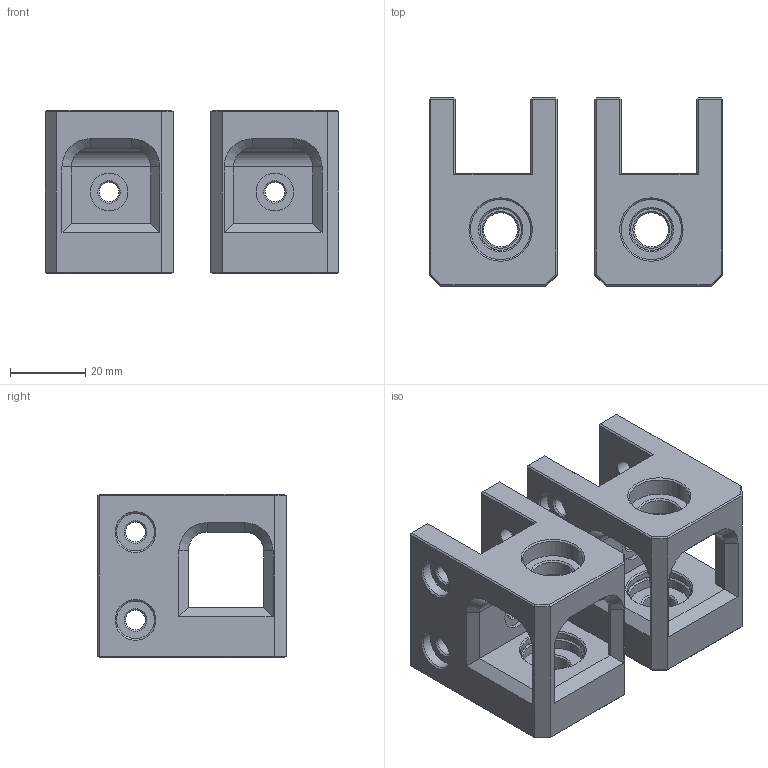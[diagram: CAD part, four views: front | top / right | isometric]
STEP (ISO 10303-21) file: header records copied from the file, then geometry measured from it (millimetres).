
FILE_DESCRIPTION(/* description */ (''),/* implementation_level */ '2;1');
FILE_NAME(/* name */ 'Z轴丝杆固定-下.stp',/* time_stamp */ '2024-09-13T21:26:34+08:00',/* author */ (''),/* organization */ (''),/* preprocessor_version */ 'ST-DEVELOPER v15.2',/* originating_system */ 'Autodesk Translator Framework v2.0.0.5431',/* authorisation */ '');
FILE_SCHEMA (('AUTOMOTIVE_DESIGN { 1 0 10303 214 3 1 1 }'));
Length unit declared in the file: centimetre
Products named in the file (1): Z轴丝杆固定-下
Bounding box: 78 x 50 x 43.3 mm (x, y, z)
Volume: 68660.7 mm3; surface area: 26854.9 mm2
Topology: 2 solids, 2 shells, 282 faces, 642 edges, 376 vertices
Faces by surface type: plane 198, cone 42, cylinder 42
Full cylindrical faces by diameter (mm): 5.2 x10, 9 x2, 10 x10, 11 x2, 16 x4, 17 x2
Entity records: 7372 total; most frequent: DIRECTION 1272, CARTESIAN_POINT 1221, ORIENTED_EDGE 1144, EDGE_CURVE 572, LINE 438, VECTOR 438, AXIS2_PLACEMENT_3D 417, EDGE_LOOP 390
